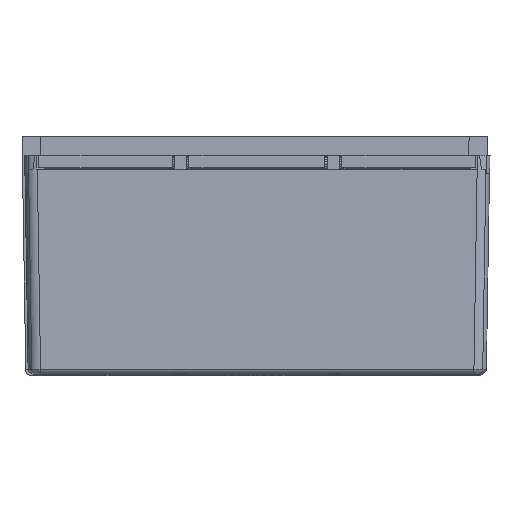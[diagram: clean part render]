
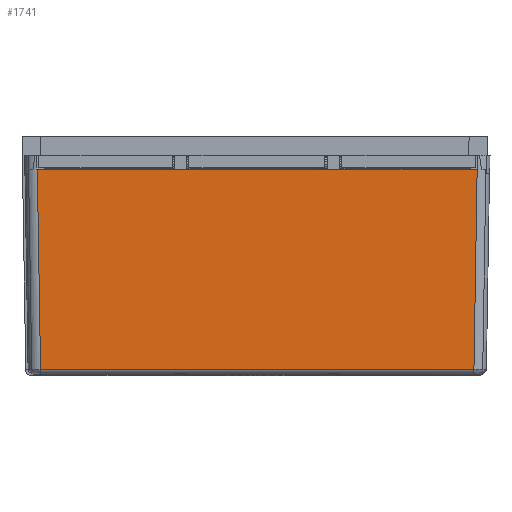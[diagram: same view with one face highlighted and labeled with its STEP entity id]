
A CAD part, left-side view. The second image highlights one B-rep face of the part: STEP entity #1741.
In plain terms, the highlighted planar face has unit normal (-1, 0, -0.013).
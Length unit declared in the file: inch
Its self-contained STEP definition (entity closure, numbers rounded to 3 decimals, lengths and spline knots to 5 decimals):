
#1741=ADVANCED_FACE('',(#3584),#3585,.T.);
#3584=FACE_OUTER_BOUND('',#5927,.T.);
#3585=PLANE('',#5928);
#5927=EDGE_LOOP('',(#10702,#10703,#10704,#10705));
#5928=AXIS2_PLACEMENT_3D('',#10706,#10707,#10708);
#10702=ORIENTED_EDGE('',*,*,#12376,.T.);
#10703=ORIENTED_EDGE('',*,*,#14061,.F.);
#10704=ORIENTED_EDGE('',*,*,#13755,.T.);
#10705=ORIENTED_EDGE('',*,*,#12433,.F.);
#10706=CARTESIAN_POINT('',(4.88409,-2.20798,-0.00984));
#10707=DIRECTION('',(-1.,0.0,-0.013));
#10708=DIRECTION('',(-0.013,-0.016,1.));
#12376=EDGE_CURVE('',#14665,#14663,#14666,.T.);
#12433=EDGE_CURVE('',#14665,#14766,#14767,.T.);
#13755=EDGE_CURVE('',#16719,#14766,#16720,.T.);
#14061=EDGE_CURVE('',#16719,#14663,#17109,.T.);
#14663=VERTEX_POINT('',#17842);
#14665=VERTEX_POINT('',#17844);
#14666=LINE('',#17845,#17846);
#14766=VERTEX_POINT('',#18005);
#14767=LINE('',#18006,#18007);
#16719=VERTEX_POINT('',#20922);
#16720=LINE('',#20923,#20924);
#17109=LINE('',#21537,#21538);
#17842=CARTESIAN_POINT('',(4.8769,0.65042,0.55106));
#17844=CARTESIAN_POINT('',(4.8769,-2.13824,0.55106));
#17845=CARTESIAN_POINT('',(4.8769,-1.47595,0.55106));
#17846=VECTOR('',#22188,1.0);
#18005=CARTESIAN_POINT('',(4.89318,-2.11789,-0.7185));
#18006=CARTESIAN_POINT('',(4.88423,-2.12908,-0.0204));
#18007=VECTOR('',#22251,1.);
#20922=CARTESIAN_POINT('',(4.89318,0.63008,-0.7185));
#20923=CARTESIAN_POINT('',(4.89318,-0.10924,-0.7185));
#20924=VECTOR('',#23417,1.0);
#21537=CARTESIAN_POINT('',(4.88438,0.64108,-0.03203));
#21538=VECTOR('',#23682,1.);
#22188=DIRECTION('',(0.0,1.0,0.0));
#22251=DIRECTION('',(0.013,0.016,-1.));
#23417=DIRECTION('',(0.0,-1.0,0.0));
#23682=DIRECTION('',(-0.013,0.016,1.));
